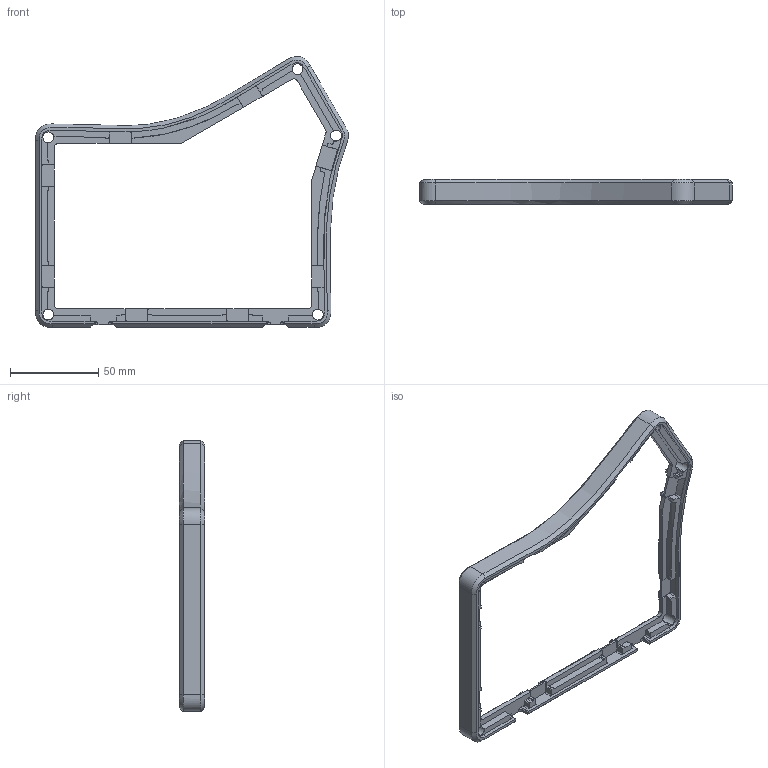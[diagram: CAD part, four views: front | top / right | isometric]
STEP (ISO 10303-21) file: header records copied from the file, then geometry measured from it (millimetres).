
FILE_DESCRIPTION (( 'STEP AP214' ), '1' );
FILE_NAME ('Sol3-Middle-CNC-5_5_21.STEP', '2021-05-06T03:03:58', ( '' ), ( '' ), 'SwSTEP 2.0', 'SolidWorks 2019', '' );
FILE_SCHEMA (( 'AUTOMOTIVE_DESIGN' ));
Length unit declared in the file: millimetre
Products named in the file (1): Sol3-Middle-CNC-5_5_21
Bounding box: 177.51 x 14.2 x 153.66 mm (x, y, z)
Volume: 44553 mm3; surface area: 27701.1 mm2
Topology: 1 solids, 1 shells, 531 faces, 1585 edges, 1044 vertices
Faces by surface type: cylinder 252, plane 222, bspline 49, cone 8
Entity records: 30756 total; most frequent: CARTESIAN_POINT 16381, ORIENTED_EDGE 3170, DIRECTION 2925, EDGE_CURVE 1585, VERTEX_POINT 1044, AXIS2_PLACEMENT_3D 1005, LINE 915, VECTOR 915
